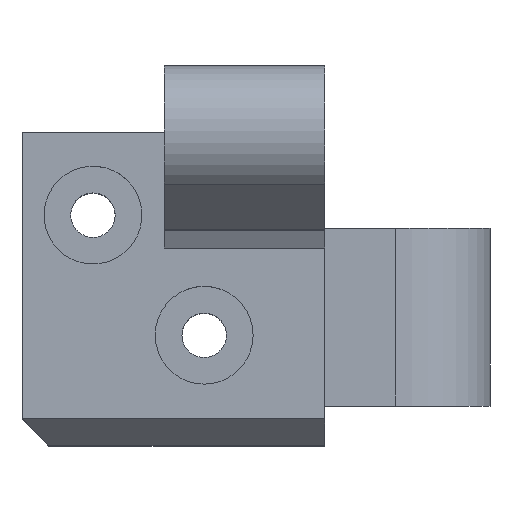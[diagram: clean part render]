
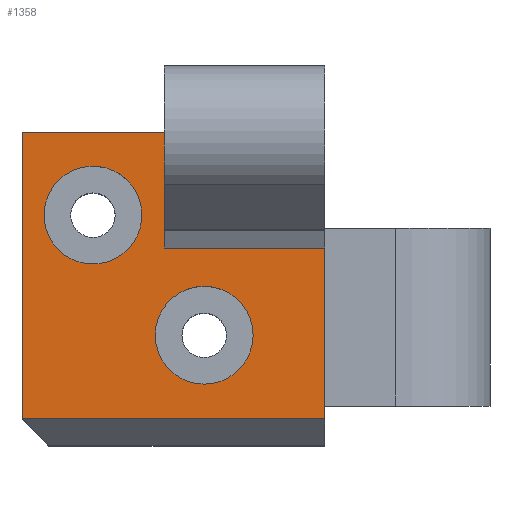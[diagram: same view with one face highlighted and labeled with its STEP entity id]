
A CAD part, top view. The second image highlights one B-rep face of the part: STEP entity #1358.
In plain terms, the highlighted planar face has unit normal (0, 0, 1).
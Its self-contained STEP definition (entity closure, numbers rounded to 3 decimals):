
#8 = VECTOR ( 'NONE', #129, 1000. ) ;
#25 = FACE_OUTER_BOUND ( 'NONE', #1820, .T. ) ;
#27 = EDGE_CURVE ( 'NONE', #1834, #1084, #539, .T. ) ;
#53 = EDGE_LOOP ( 'NONE', ( #1829, #1182 ) ) ;
#87 = ORIENTED_EDGE ( 'NONE', *, *, #1059, .F. ) ;
#102 = CARTESIAN_POINT ( 'NONE',  ( 91.65, 7.75, 78.6 ) ) ;
#104 = CIRCLE ( 'NONE', #1194, 5.5 ) ;
#112 = EDGE_LOOP ( 'NONE', ( #241, #1774 ) ) ;
#129 = DIRECTION ( 'NONE',  ( 1., 0., 0. ) ) ;
#134 = VERTEX_POINT ( 'NONE', #159 ) ;
#144 = ORIENTED_EDGE ( 'NONE', *, *, #1349, .T. ) ;
#159 = CARTESIAN_POINT ( 'NONE',  ( 83.178, 16.932, 78.6 ) ) ;
#160 = EDGE_CURVE ( 'NONE', #134, #871, #104, .T. ) ;
#221 = AXIS2_PLACEMENT_3D ( 'NONE', #1555, #532, #958 ) ;
#241 = ORIENTED_EDGE ( 'NONE', *, *, #27, .F. ) ;
#344 = LINE ( 'NONE', #1280, #1276 ) ;
#360 = LINE ( 'NONE', #1870, #1441 ) ;
#377 = VERTEX_POINT ( 'NONE', #102 ) ;
#383 = EDGE_CURVE ( 'NONE', #377, #767, #422, .T. ) ;
#390 = CIRCLE ( 'NONE', #1475, 5.5 ) ;
#396 = CARTESIAN_POINT ( 'NONE',  ( 91.65, 7.75, 78.6 ) ) ;
#422 = LINE ( 'NONE', #396, #8 ) ;
#503 = VECTOR ( 'NONE', #1308, 1000. ) ;
#518 = VECTOR ( 'NONE', #620, 1000. ) ;
#532 = DIRECTION ( 'NONE',  ( 0., 0., 1. ) ) ;
#535 = LINE ( 'NONE', #1287, #503 ) ;
#538 = CARTESIAN_POINT ( 'NONE',  ( 109.65, 7.75, 78.6 ) ) ;
#539 = CIRCLE ( 'NONE', #1633, 5.5 ) ;
#552 = DIRECTION ( 'NONE',  ( 0., 0., 1. ) ) ;
#580 = EDGE_CURVE ( 'NONE', #871, #134, #390, .T. ) ;
#597 = DIRECTION ( 'NONE',  ( 1., 0., 0. ) ) ;
#615 = CARTESIAN_POINT ( 'NONE',  ( 91.65, 20.75, 78.6 ) ) ;
#620 = DIRECTION ( 'NONE',  ( -1., 0., 0. ) ) ;
#629 = DIRECTION ( 'NONE',  ( 1., 0., 0. ) ) ;
#630 = ORIENTED_EDGE ( 'NONE', *, *, #1822, .T. ) ;
#665 = EDGE_CURVE ( 'NONE', #1084, #1834, #1265, .T. ) ;
#668 = CARTESIAN_POINT ( 'NONE',  ( 101.624, -2.05, 78.6 ) ) ;
#683 = CARTESIAN_POINT ( 'NONE',  ( 90.624, -2.05, 78.6 ) ) ;
#718 = DIRECTION ( 'NONE',  ( 1., 0., 0. ) ) ;
#725 = DIRECTION ( 'NONE',  ( 1., 0., 0. ) ) ;
#767 = VERTEX_POINT ( 'NONE', #538 ) ;
#871 = VERTEX_POINT ( 'NONE', #1206 ) ;
#906 = VERTEX_POINT ( 'NONE', #615 ) ;
#958 = DIRECTION ( 'NONE',  ( 0., -1., 0. ) ) ;
#1000 = CARTESIAN_POINT ( 'NONE',  ( 96.124, -2.05, 78.6 ) ) ;
#1016 = CARTESIAN_POINT ( 'NONE',  ( 96.124, -2.05, 78.6 ) ) ;
#1058 = ORIENTED_EDGE ( 'NONE', *, *, #383, .F. ) ;
#1059 = EDGE_CURVE ( 'NONE', #1794, #1389, #535, .T. ) ;
#1062 = LINE ( 'NONE', #1668, #1369 ) ;
#1072 = CARTESIAN_POINT ( 'NONE',  ( 84.45, 20.75, 78.6 ) ) ;
#1083 = DIRECTION ( 'NONE',  ( 1., 0., 0. ) ) ;
#1084 = VERTEX_POINT ( 'NONE', #683 ) ;
#1089 = ORIENTED_EDGE ( 'NONE', *, *, #1893, .F. ) ;
#1182 = ORIENTED_EDGE ( 'NONE', *, *, #580, .F. ) ;
#1194 = AXIS2_PLACEMENT_3D ( 'NONE', #1230, #1368, #1083 ) ;
#1206 = CARTESIAN_POINT ( 'NONE',  ( 84.071, 5.968, 78.6 ) ) ;
#1230 = CARTESIAN_POINT ( 'NONE',  ( 83.625, 11.45, 78.6 ) ) ;
#1249 = FACE_BOUND ( 'NONE', #53, .T. ) ;
#1265 = CIRCLE ( 'NONE', #1759, 5.5 ) ;
#1276 = VECTOR ( 'NONE', #1866, 1000. ) ;
#1280 = CARTESIAN_POINT ( 'NONE',  ( 109.65, 0., 78.6 ) ) ;
#1287 = CARTESIAN_POINT ( 'NONE',  ( 75.65, 2.65, 78.6 ) ) ;
#1308 = DIRECTION ( 'NONE',  ( 0., 1., 0. ) ) ;
#1347 = LINE ( 'NONE', #1072, #518 ) ;
#1349 = EDGE_CURVE ( 'NONE', #377, #906, #360, .T. ) ;
#1358 = ADVANCED_FACE ( 'NONE', ( #25, #1249, #1838 ), #1848, .T. ) ;
#1368 = DIRECTION ( 'NONE',  ( 0., 0., 1. ) ) ;
#1369 = VECTOR ( 'NONE', #629, 1000. ) ;
#1389 = VERTEX_POINT ( 'NONE', #1859 ) ;
#1409 = ORIENTED_EDGE ( 'NONE', *, *, #1773, .T. ) ;
#1441 = VECTOR ( 'NONE', #1697, 1000. ) ;
#1475 = AXIS2_PLACEMENT_3D ( 'NONE', #1521, #1934, #597 ) ;
#1521 = CARTESIAN_POINT ( 'NONE',  ( 83.625, 11.45, 78.6 ) ) ;
#1555 = CARTESIAN_POINT ( 'NONE',  ( 86.75, -9.45, 78.6 ) ) ;
#1633 = AXIS2_PLACEMENT_3D ( 'NONE', #1016, #552, #725 ) ;
#1668 = CARTESIAN_POINT ( 'NONE',  ( 107.65, -11.45, 78.6 ) ) ;
#1697 = DIRECTION ( 'NONE',  ( 0., 1., 0. ) ) ;
#1759 = AXIS2_PLACEMENT_3D ( 'NONE', #1000, #1894, #718 ) ;
#1773 = EDGE_CURVE ( 'NONE', #906, #1389, #1347, .T. ) ;
#1774 = ORIENTED_EDGE ( 'NONE', *, *, #665, .F. ) ;
#1794 = VERTEX_POINT ( 'NONE', #1810 ) ;
#1810 = CARTESIAN_POINT ( 'NONE',  ( 75.65, -11.45, 78.6 ) ) ;
#1820 = EDGE_LOOP ( 'NONE', ( #1058, #144, #1409, #87, #630, #1089 ) ) ;
#1822 = EDGE_CURVE ( 'NONE', #1794, #1864, #1062, .T. ) ;
#1829 = ORIENTED_EDGE ( 'NONE', *, *, #160, .F. ) ;
#1834 = VERTEX_POINT ( 'NONE', #668 ) ;
#1838 = FACE_BOUND ( 'NONE', #112, .T. ) ;
#1848 = PLANE ( 'NONE',  #221 ) ;
#1856 = CARTESIAN_POINT ( 'NONE',  ( 109.65, -11.45, 78.6 ) ) ;
#1859 = CARTESIAN_POINT ( 'NONE',  ( 75.65, 20.75, 78.6 ) ) ;
#1864 = VERTEX_POINT ( 'NONE', #1856 ) ;
#1866 = DIRECTION ( 'NONE',  ( 0., -1., 0. ) ) ;
#1870 = CARTESIAN_POINT ( 'NONE',  ( 91.65, 7.75, 78.6 ) ) ;
#1893 = EDGE_CURVE ( 'NONE', #767, #1864, #344, .T. ) ;
#1894 = DIRECTION ( 'NONE',  ( 0., 0., 1. ) ) ;
#1934 = DIRECTION ( 'NONE',  ( 0., 0., 1. ) ) ;
